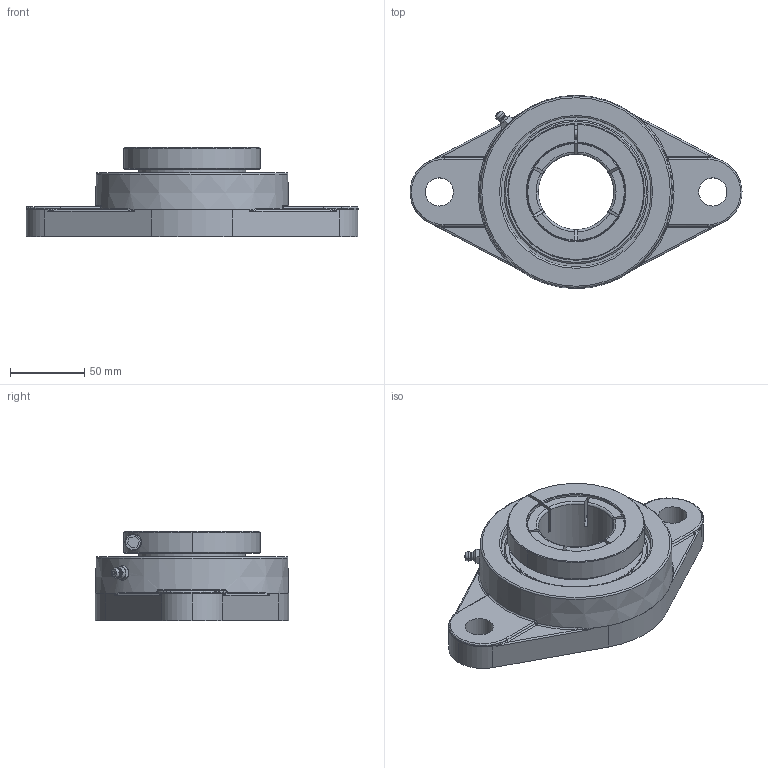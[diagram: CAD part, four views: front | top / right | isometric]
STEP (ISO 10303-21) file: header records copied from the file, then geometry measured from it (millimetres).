
FILE_DESCRIPTION(('HOOPS Exchange Step'),'2;1');
FILE_NAME('export-A9054BCC-FB8C-409B-B6A2-39F0EE2ED9BB.stp','2019-12-13T09:06:01-08:00',('ibuslach'),('Alibre'),'HOOPS Exchange 2019.2','Alibre','Unknown authorisation');
FILE_SCHEMA( ('AP242_MANAGED_MODEL_BASED_3D_ENGINEERING_MIM_LF {1 0 10303 442 1 1 4 }') );
Length unit declared in the file: centimetre
Products named in the file (8): MRN SFL 211; UCP ZERK 6mm; SUE 211 SHIELD; SUE 211 LOCK RING; SUE 211 BOLT; SUE 211-32 RACES; MRN SUE 211-32; MRN SUEFL 211-32
Assembly tree (8 placements, depth 3):
  MRN SUEFL 211-32
    MRN SFL 211
    UCP ZERK 6mm
    MRN SUE 211-32
      SUE 211 SHIELD  x2
      SUE 211 LOCK RING
      SUE 211 BOLT
      SUE 211-32 RACES
Bounding box: 223.32 x 130 x 59.9 mm (x, y, z)
Volume: 507073.5 mm3; surface area: 127927.8 mm2
Topology: 8 solids, 8 shells, 270 faces, 724 edges, 466 vertices
Faces by surface type: plane 86, cylinder 74, cone 41, torus 40, bspline 16, sphere 13
Full cylindrical faces by diameter (mm): 1.978 x2, 4.917 x2, 5.994 x1, 6 x1, 6.4 x1, 10 x1, 11.2 x1, 19 x2, 50.8 x1, 72 x4, 73.016 x2, 88 x2, 90 x2, 100.825 x1, 102.825 x1
Entity records: 22280 total; most frequent: CARTESIAN_POINT 15532, DIRECTION 1414, ORIENTED_EDGE 1392, EDGE_CURVE 696, AXIS2_PLACEMENT_3D 588, VERTEX_POINT 452, CIRCLE 317, EDGE_LOOP 290
